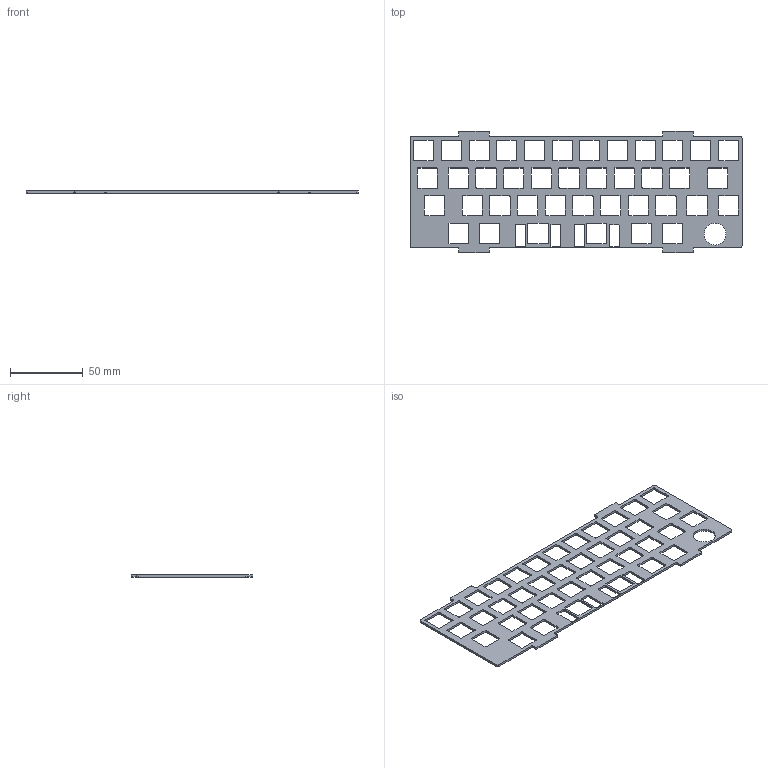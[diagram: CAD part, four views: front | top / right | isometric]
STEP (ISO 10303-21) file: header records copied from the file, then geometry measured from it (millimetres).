
FILE_DESCRIPTION(/* description */ ('','CAx-IF Rec.Pracs.---Representation and Presentation of Product Manufacturing Information (PMI)---4.0---2014-10-13'),/* implementation_level */ '2;1');
FILE_NAME(/* name */ 'smolhhkb_plate.step',/* time_stamp */ '2025-01-24T21:12:01+01:00',/* author */ (''),/* organization */ (''),/* preprocessor_version */ 'ST-DEVELOPER v20',/* originating_system */ 'Autodesk Translation Framework v13.20.0.188',/* authorisation */ '');
FILE_SCHEMA (('AP242_MANAGED_MODEL_BASED_3D_ENGINEERING_MIM_LF { 1 0 10303 442 1 1 4 }'));
Length unit declared in the file: millimetre
Products named in the file (1): smolhhkb
Bounding box: 228.6 x 83.8 x 1.5 mm (x, y, z)
Volume: 13966.7 mm3; surface area: 23209.3 mm2
Topology: 1 solids, 1 shells, 395 faces, 1179 edges, 786 vertices
Faces by surface type: plane 198, cylinder 197
Full cylindrical faces by diameter (mm): 15 x1
Entity records: 13610 total; most frequent: DIRECTION 2365, CARTESIAN_POINT 2361, ORIENTED_EDGE 2358, EDGE_CURVE 1179, AXIS2_PLACEMENT_3D 790, VERTEX_POINT 786, LINE 785, VECTOR 785
